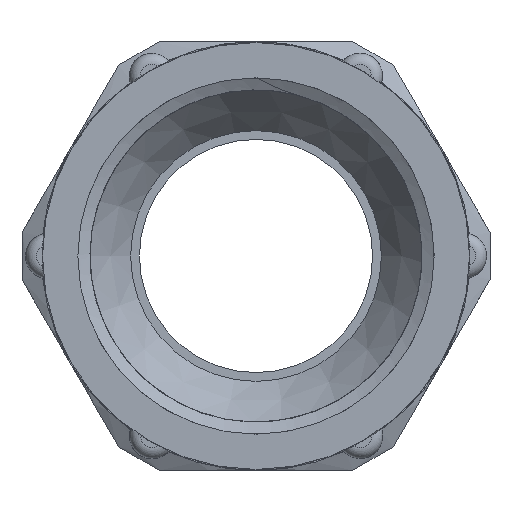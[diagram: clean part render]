
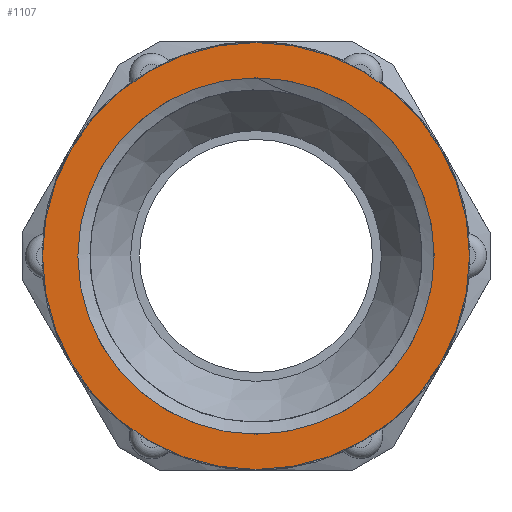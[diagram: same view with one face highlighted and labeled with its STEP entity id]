
A CAD part, left-side view. The second image highlights one B-rep face of the part: STEP entity #1107.
In plain terms, the highlighted planar face has unit normal (-1, 0, 0).
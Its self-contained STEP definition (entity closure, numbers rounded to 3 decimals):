
#205=PLANE('',#1237);
#231=FACE_BOUND('',#374,.T.);
#298=FACE_OUTER_BOUND('',#373,.T.);
#373=EDGE_LOOP('',(#1028));
#374=EDGE_LOOP('',(#1029));
#429=CIRCLE('',#1203,13.44);
#437=CIRCLE('',#1236,11.216);
#517=VERTEX_POINT('',#4733);
#546=VERTEX_POINT('',#4873);
#659=EDGE_CURVE('',#517,#517,#429,.T.);
#709=EDGE_CURVE('',#546,#546,#437,.T.);
#1028=ORIENTED_EDGE('',*,*,#659,.F.);
#1029=ORIENTED_EDGE('',*,*,#709,.T.);
#1107=ADVANCED_FACE('',(#298,#231),#205,.T.);
#1203=AXIS2_PLACEMENT_3D('',#4734,#1434,#1435);
#1236=AXIS2_PLACEMENT_3D('',#4874,#1524,#1525);
#1237=AXIS2_PLACEMENT_3D('',#4875,#1526,#1527);
#1434=DIRECTION('center_axis',(1.,0.,0.));
#1435=DIRECTION('ref_axis',(0.,0.,-1.));
#1524=DIRECTION('center_axis',(1.,0.,0.));
#1525=DIRECTION('ref_axis',(0.,0.,-1.));
#1526=DIRECTION('center_axis',(-1.,0.,0.));
#1527=DIRECTION('ref_axis',(0.,0.,1.));
#4733=CARTESIAN_POINT('',(-28.,13.44,0.));
#4734=CARTESIAN_POINT('Origin',(-28.,0.,0.));
#4873=CARTESIAN_POINT('',(-28.,11.216,0.));
#4874=CARTESIAN_POINT('Origin',(-28.,0.,0.));
#4875=CARTESIAN_POINT('Origin',(-28.,13.44,0.));
